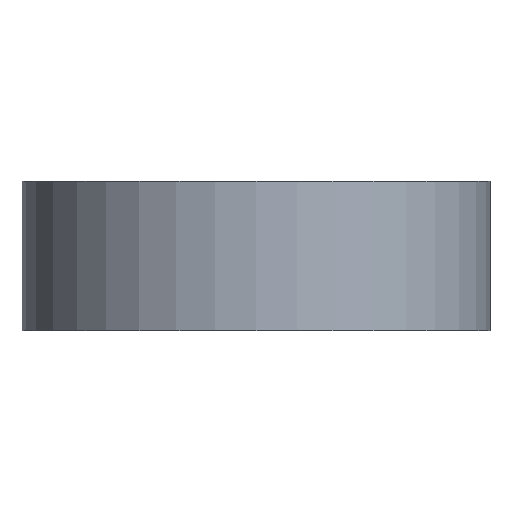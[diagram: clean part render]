
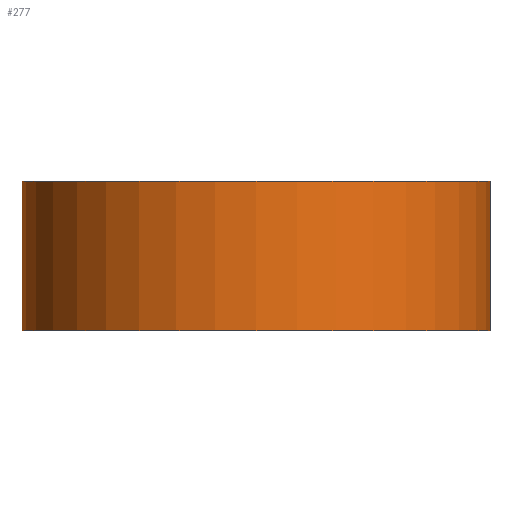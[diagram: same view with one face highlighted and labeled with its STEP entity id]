
A CAD part, front view. The second image highlights one B-rep face of the part: STEP entity #277.
In plain terms, the highlighted cylindrical face has radius 12.5 mm (diameter 25 mm), a full revolution.
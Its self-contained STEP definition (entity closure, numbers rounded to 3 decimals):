
#13 = ORIENTED_EDGE ( 'NONE', *, *, #810, .T. ) ;
#32 = CYLINDRICAL_SURFACE ( 'NONE', #321, 12.5 ) ;
#150 = CARTESIAN_POINT ( 'NONE',  ( 0., 0., -8. ) ) ;
#217 = FACE_OUTER_BOUND ( 'NONE', #545, .T. ) ;
#231 = DIRECTION ( 'NONE',  ( 0., 0., -1. ) ) ;
#277 = ADVANCED_FACE ( 'NONE', ( #217, #1248 ), #32, .T. ) ;
#321 = AXIS2_PLACEMENT_3D ( 'NONE', #1323, #231, #484 ) ;
#427 = AXIS2_PLACEMENT_3D ( 'NONE', #150, #1008, #629 ) ;
#484 = DIRECTION ( 'NONE',  ( -1., 0., 0. ) ) ;
#497 = ORIENTED_EDGE ( 'NONE', *, *, #1268, .F. ) ;
#545 = EDGE_LOOP ( 'NONE', ( #497 ) ) ;
#561 = EDGE_LOOP ( 'NONE', ( #13 ) ) ;
#629 = DIRECTION ( 'NONE',  ( 1., 0., 0. ) ) ;
#702 = CARTESIAN_POINT ( 'NONE',  ( 0., 0., 0. ) ) ;
#706 = DIRECTION ( 'NONE',  ( 0., 0., 1. ) ) ;
#810 = EDGE_CURVE ( 'NONE', #1028, #1028, #1287, .T. ) ;
#826 = VERTEX_POINT ( 'NONE', #1526 ) ;
#1008 = DIRECTION ( 'NONE',  ( 0., 0., 1. ) ) ;
#1028 = VERTEX_POINT ( 'NONE', #1154 ) ;
#1135 = AXIS2_PLACEMENT_3D ( 'NONE', #702, #706, #1205 ) ;
#1154 = CARTESIAN_POINT ( 'NONE',  ( 12.5, 0., -8. ) ) ;
#1205 = DIRECTION ( 'NONE',  ( 1., 0., 0. ) ) ;
#1240 = CIRCLE ( 'NONE', #1135, 12.5 ) ;
#1248 = FACE_OUTER_BOUND ( 'NONE', #561, .T. ) ;
#1268 = EDGE_CURVE ( 'NONE', #826, #826, #1240, .T. ) ;
#1287 = CIRCLE ( 'NONE', #427, 12.5 ) ;
#1323 = CARTESIAN_POINT ( 'NONE',  ( 0., 0., 0. ) ) ;
#1526 = CARTESIAN_POINT ( 'NONE',  ( 12.5, 0., 0. ) ) ;
